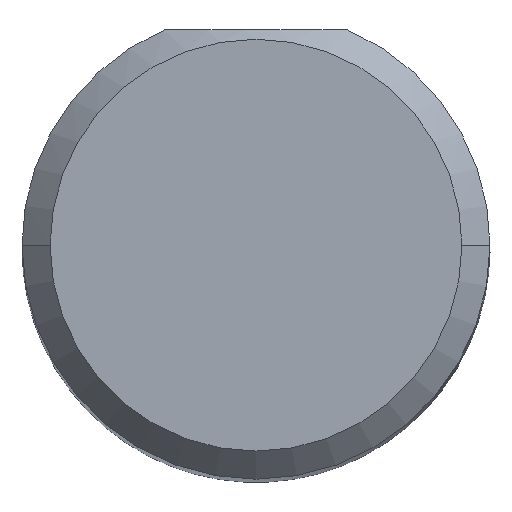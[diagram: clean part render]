
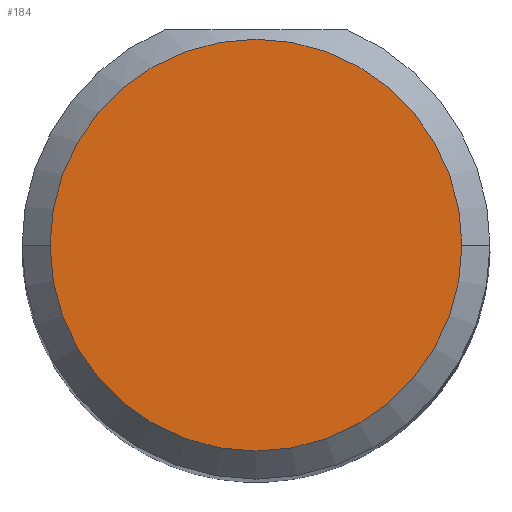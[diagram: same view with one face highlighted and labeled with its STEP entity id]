
A CAD part, top view. The second image highlights one B-rep face of the part: STEP entity #184.
In plain terms, the highlighted planar face has unit normal (0, 0, 1).
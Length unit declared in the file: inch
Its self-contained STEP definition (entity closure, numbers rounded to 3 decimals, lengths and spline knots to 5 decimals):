
#16 = ORIENTED_EDGE ( 'NONE', *, *, #355, .T. ) ;
#56 = VERTEX_POINT ( 'NONE', #213 ) ;
#74 = EDGE_LOOP ( 'NONE', ( #16, #521 ) ) ;
#78 = DIRECTION ( 'NONE',  ( 0., 0., 1. ) ) ;
#85 = AXIS2_PLACEMENT_3D ( 'NONE', #226, #347, #181 ) ;
#109 = AXIS2_PLACEMENT_3D ( 'NONE', #291, #257, #265 ) ;
#119 = CIRCLE ( 'NONE', #109, 0.11 ) ;
#181 = DIRECTION ( 'NONE',  ( 1., 0., 0. ) ) ;
#184 = ADVANCED_FACE ( 'NONE', ( #467 ), #393, .T. ) ;
#213 = CARTESIAN_POINT ( 'NONE',  ( -0.11, 0., 2.5 ) ) ;
#226 = CARTESIAN_POINT ( 'NONE',  ( 0., 0., 2.5 ) ) ;
#257 = DIRECTION ( 'NONE',  ( 0., 0., 1. ) ) ;
#265 = DIRECTION ( 'NONE',  ( 1., 0., 0. ) ) ;
#278 = CARTESIAN_POINT ( 'NONE',  ( 0., 0., 2.5 ) ) ;
#291 = CARTESIAN_POINT ( 'NONE',  ( 0., 0., 2.5 ) ) ;
#333 = AXIS2_PLACEMENT_3D ( 'NONE', #278, #78, #401 ) ;
#347 = DIRECTION ( 'NONE',  ( 0., 0., 1. ) ) ;
#355 = EDGE_CURVE ( 'NONE', #56, #512, #468, .T. ) ;
#393 = PLANE ( 'NONE',  #85 ) ;
#401 = DIRECTION ( 'NONE',  ( 1., 0., 0. ) ) ;
#456 = CARTESIAN_POINT ( 'NONE',  ( 0.11, 0., 2.5 ) ) ;
#467 = FACE_OUTER_BOUND ( 'NONE', #74, .T. ) ;
#468 = CIRCLE ( 'NONE', #333, 0.11 ) ;
#512 = VERTEX_POINT ( 'NONE', #456 ) ;
#521 = ORIENTED_EDGE ( 'NONE', *, *, #527, .T. ) ;
#527 = EDGE_CURVE ( 'NONE', #512, #56, #119, .T. ) ;
